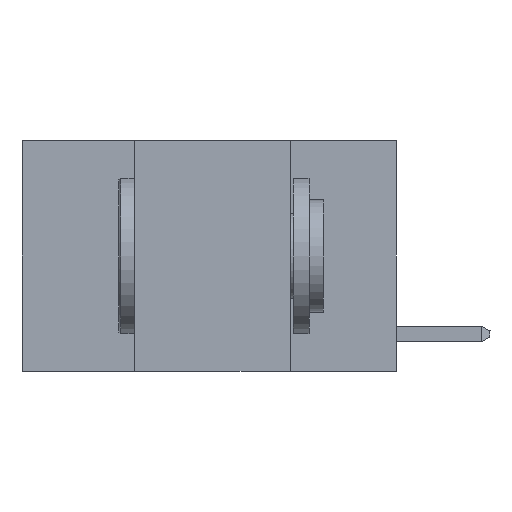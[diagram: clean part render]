
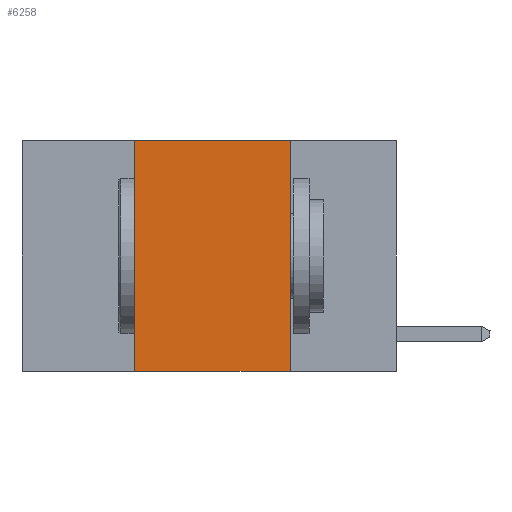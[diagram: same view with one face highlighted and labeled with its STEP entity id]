
A CAD part, left-side view. The second image highlights one B-rep face of the part: STEP entity #6258.
In plain terms, the highlighted planar face has unit normal (-1, 0, 0).
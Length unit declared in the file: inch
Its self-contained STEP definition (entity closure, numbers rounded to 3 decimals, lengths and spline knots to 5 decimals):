
#197 = PLANE ( 'NONE',  #13372 ) ;
#999 = LINE ( 'NONE', #15324, #12894 ) ;
#1351 = LINE ( 'NONE', #13466, #11858 ) ;
#1564 = CARTESIAN_POINT ( 'NONE',  ( 0., 0.42, -0.37 ) ) ;
#1816 = DIRECTION ( 'NONE',  ( 0., 0., -1. ) ) ;
#2891 = CARTESIAN_POINT ( 'NONE',  ( 0., 0.42, 0. ) ) ;
#2932 = EDGE_CURVE ( 'NONE', #12177, #13944, #4340, .T. ) ;
#3945 = DIRECTION ( 'NONE',  ( 0., -1., 0. ) ) ;
#4239 = VECTOR ( 'NONE', #3945, 39.37008 ) ;
#4340 = LINE ( 'NONE', #13852, #12264 ) ;
#5007 = DIRECTION ( 'NONE',  ( 1., 0., 0. ) ) ;
#5170 = FACE_OUTER_BOUND ( 'NONE', #9146, .T. ) ;
#5453 = EDGE_CURVE ( 'NONE', #15572, #12177, #14797, .T. ) ;
#6126 = CARTESIAN_POINT ( 'NONE',  ( 0., 0.17, 0. ) ) ;
#6258 = ADVANCED_FACE ( 'NONE', ( #5170 ), #197, .F. ) ;
#6294 = ORIENTED_EDGE ( 'NONE', *, *, #11951, .F. ) ;
#6467 = CARTESIAN_POINT ( 'NONE',  ( 0., 0.6, 0. ) ) ;
#9146 = EDGE_LOOP ( 'NONE', ( #11327, #15566, #6294, #11076 ) ) ;
#10009 = CARTESIAN_POINT ( 'NONE',  ( 0., 0.6, 0. ) ) ;
#11076 = ORIENTED_EDGE ( 'NONE', *, *, #11311, .T. ) ;
#11311 = EDGE_CURVE ( 'NONE', #11859, #13944, #1351, .T. ) ;
#11327 = ORIENTED_EDGE ( 'NONE', *, *, #2932, .F. ) ;
#11858 = VECTOR ( 'NONE', #14485, 39.37008 ) ;
#11859 = VERTEX_POINT ( 'NONE', #1564 ) ;
#11951 = EDGE_CURVE ( 'NONE', #11859, #15572, #999, .T. ) ;
#12177 = VERTEX_POINT ( 'NONE', #6126 ) ;
#12264 = VECTOR ( 'NONE', #1816, 39.37008 ) ;
#12894 = VECTOR ( 'NONE', #15166, 39.37008 ) ;
#13372 = AXIS2_PLACEMENT_3D ( 'NONE', #10009, #5007, #14833 ) ;
#13466 = CARTESIAN_POINT ( 'NONE',  ( 0., 0.6, -0.37 ) ) ;
#13852 = CARTESIAN_POINT ( 'NONE',  ( 0., 0.17, 0. ) ) ;
#13944 = VERTEX_POINT ( 'NONE', #15332 ) ;
#14485 = DIRECTION ( 'NONE',  ( 0., -1., 0. ) ) ;
#14797 = LINE ( 'NONE', #6467, #4239 ) ;
#14833 = DIRECTION ( 'NONE',  ( 0., 0., -1. ) ) ;
#15166 = DIRECTION ( 'NONE',  ( 0., 0., 1. ) ) ;
#15324 = CARTESIAN_POINT ( 'NONE',  ( 0., 0.42, 0. ) ) ;
#15332 = CARTESIAN_POINT ( 'NONE',  ( 0., 0.17, -0.37 ) ) ;
#15566 = ORIENTED_EDGE ( 'NONE', *, *, #5453, .F. ) ;
#15572 = VERTEX_POINT ( 'NONE', #2891 ) ;
